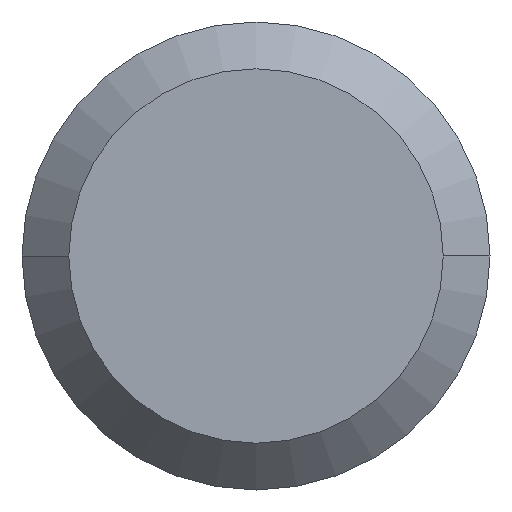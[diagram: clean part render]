
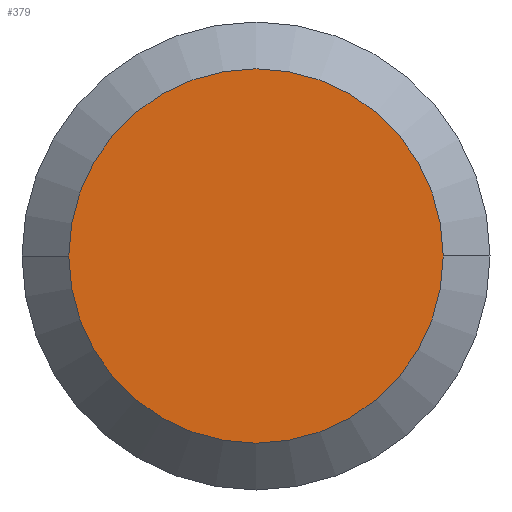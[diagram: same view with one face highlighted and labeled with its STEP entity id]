
A CAD part, left-side view. The second image highlights one B-rep face of the part: STEP entity #379.
In plain terms, the highlighted planar face has unit normal (-1, 0, 0).
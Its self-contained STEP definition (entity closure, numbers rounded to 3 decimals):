
#37 = AXIS2_PLACEMENT_3D ( 'NONE', #163, #384, #100 ) ;
#42 = EDGE_CURVE ( 'NONE', #226, #399, #166, .T. ) ;
#69 = EDGE_LOOP ( 'NONE', ( #280, #127 ) ) ;
#73 = CARTESIAN_POINT ( 'NONE',  ( -55., 0., 0. ) ) ;
#76 = FACE_OUTER_BOUND ( 'NONE', #69, .T. ) ;
#83 = DIRECTION ( 'NONE',  ( 1., 0., 0. ) ) ;
#100 = DIRECTION ( 'NONE',  ( 0., 1., 0. ) ) ;
#103 = DIRECTION ( 'NONE',  ( 0., -1., 0. ) ) ;
#106 = CARTESIAN_POINT ( 'NONE',  ( -55., -2.4, 0. ) ) ;
#127 = ORIENTED_EDGE ( 'NONE', *, *, #213, .F. ) ;
#132 = AXIS2_PLACEMENT_3D ( 'NONE', #73, #388, #103 ) ;
#163 = CARTESIAN_POINT ( 'NONE',  ( -55., 0., 0. ) ) ;
#166 = CIRCLE ( 'NONE', #37, 2.4 ) ;
#179 = CARTESIAN_POINT ( 'NONE',  ( -55., 2.4, 0. ) ) ;
#183 = CARTESIAN_POINT ( 'NONE',  ( -55., 0., 0. ) ) ;
#211 = DIRECTION ( 'NONE',  ( 0., 1., 0. ) ) ;
#213 = EDGE_CURVE ( 'NONE', #399, #226, #282, .T. ) ;
#226 = VERTEX_POINT ( 'NONE', #179 ) ;
#280 = ORIENTED_EDGE ( 'NONE', *, *, #42, .F. ) ;
#282 = CIRCLE ( 'NONE', #356, 2.4 ) ;
#298 = PLANE ( 'NONE',  #132 ) ;
#356 = AXIS2_PLACEMENT_3D ( 'NONE', #183, #83, #211 ) ;
#379 = ADVANCED_FACE ( 'NONE', ( #76 ), #298, .T. ) ;
#384 = DIRECTION ( 'NONE',  ( 1., 0., 0. ) ) ;
#388 = DIRECTION ( 'NONE',  ( -1., 0., 0. ) ) ;
#399 = VERTEX_POINT ( 'NONE', #106 ) ;
